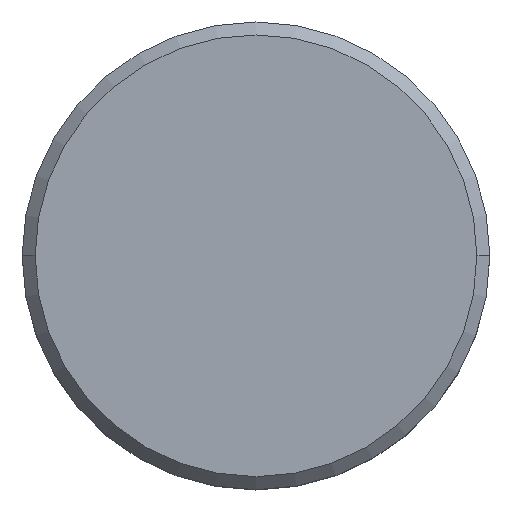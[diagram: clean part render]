
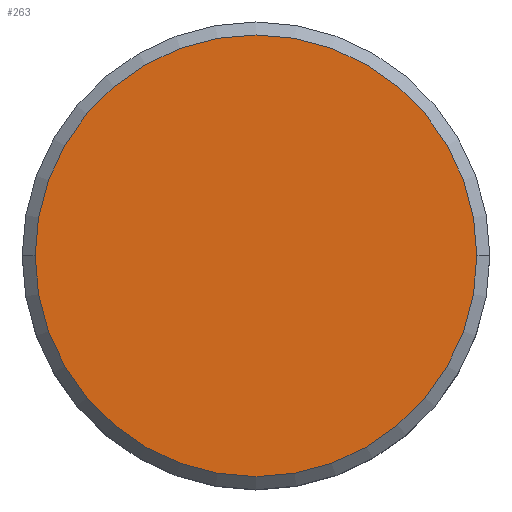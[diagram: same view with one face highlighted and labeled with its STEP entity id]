
A CAD part, top view. The second image highlights one B-rep face of the part: STEP entity #263.
In plain terms, the highlighted planar face has unit normal (0, 0, 1).
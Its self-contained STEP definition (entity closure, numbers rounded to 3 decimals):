
#21 = DIRECTION ( 'NONE',  ( 1., 0., 0. ) ) ;
#22 = CARTESIAN_POINT ( 'NONE',  ( 0., 0., 0. ) ) ;
#23 = CARTESIAN_POINT ( 'NONE',  ( -8.5, 0., 0. ) ) ;
#54 = EDGE_CURVE ( 'NONE', #294, #130, #286, .T. ) ;
#66 = ORIENTED_EDGE ( 'NONE', *, *, #54, .T. ) ;
#78 = DIRECTION ( 'NONE',  ( 0., 0., 1. ) ) ;
#104 = DIRECTION ( 'NONE',  ( 0., 0., 1. ) ) ;
#125 = DIRECTION ( 'NONE',  ( 0., 0., 1. ) ) ;
#130 = VERTEX_POINT ( 'NONE', #398 ) ;
#131 = AXIS2_PLACEMENT_3D ( 'NONE', #421, #104, #179 ) ;
#150 = FACE_OUTER_BOUND ( 'NONE', #422, .T. ) ;
#151 = AXIS2_PLACEMENT_3D ( 'NONE', #22, #125, #21 ) ;
#179 = DIRECTION ( 'NONE',  ( 1., 0., 0. ) ) ;
#207 = AXIS2_PLACEMENT_3D ( 'NONE', #404, #78, #330 ) ;
#251 = ORIENTED_EDGE ( 'NONE', *, *, #279, .T. ) ;
#263 = ADVANCED_FACE ( 'NONE', ( #150 ), #365, .T. ) ;
#279 = EDGE_CURVE ( 'NONE', #130, #294, #419, .T. ) ;
#286 = CIRCLE ( 'NONE', #131, 8.5 ) ;
#294 = VERTEX_POINT ( 'NONE', #23 ) ;
#330 = DIRECTION ( 'NONE',  ( 1., 0., 0. ) ) ;
#365 = PLANE ( 'NONE',  #151 ) ;
#398 = CARTESIAN_POINT ( 'NONE',  ( 8.5, 0., 0. ) ) ;
#404 = CARTESIAN_POINT ( 'NONE',  ( 0., 0., 0. ) ) ;
#419 = CIRCLE ( 'NONE', #207, 8.5 ) ;
#421 = CARTESIAN_POINT ( 'NONE',  ( 0., 0., 0. ) ) ;
#422 = EDGE_LOOP ( 'NONE', ( #66, #251 ) ) ;
